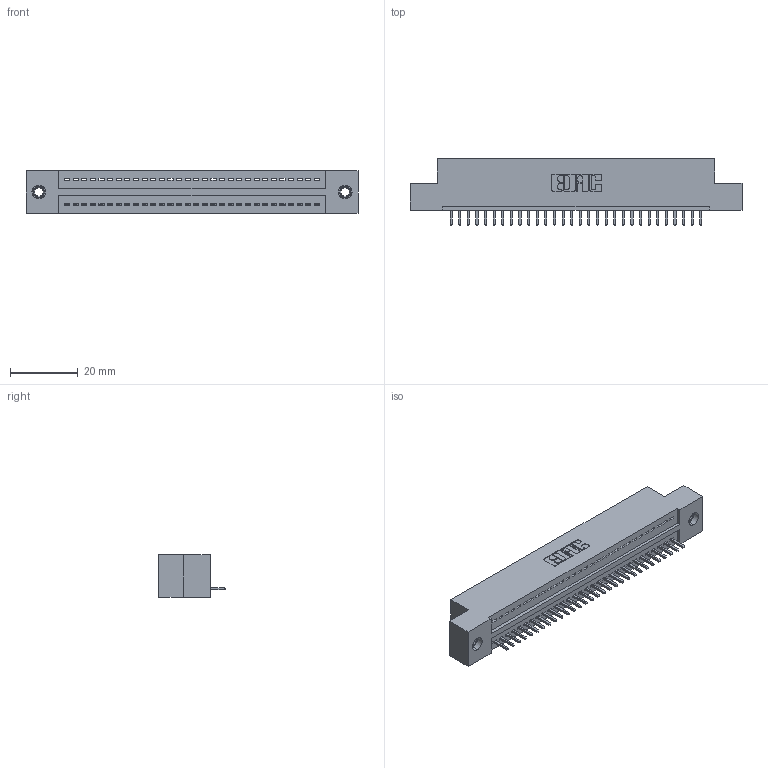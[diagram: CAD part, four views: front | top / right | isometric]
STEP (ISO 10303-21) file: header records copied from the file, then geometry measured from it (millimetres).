
FILE_DESCRIPTION (( 'STEP AP203' ), '1' );
FILE_NAME ('325-030-520-107.STEP', '2020-02-24T19:06:43', ( '' ), ( '' ), 'SwSTEP 2.0', 'SolidWorks 2016', '' );
FILE_SCHEMA (( 'CONFIG_CONTROL_DESIGN' ));
Length unit declared in the file: inch
Products named in the file (4): 325-030-520-107; 325-292-001_325-293-120; 345-250-001_345-250-005-103; 325 Part_TI
Assembly tree (33 placements, depth 2):
  325-030-520-107
    325 Part_TI
    325-292-001_325-293-120  x30
    345-250-001_345-250-005-103  x2
Bounding box: 97.92 x 19.68 x 12.45 mm (x, y, z)
Volume: 12245.1 mm3; surface area: 12886 mm2
Topology: 33 solids, 33 shells, 1914 faces, 5727 edges, 3770 vertices
Faces by surface type: plane 1362, cylinder 536, cone 12, torus 4
Entity records: 21096 total; most frequent: CARTESIAN_POINT 3623, ORIENTED_EDGE 3582, DIRECTION 3113, EDGE_CURVE 1791, VECTOR 1643, LINE 1643, VERTEX_POINT 1188, AXIS2_PLACEMENT_3D 735
